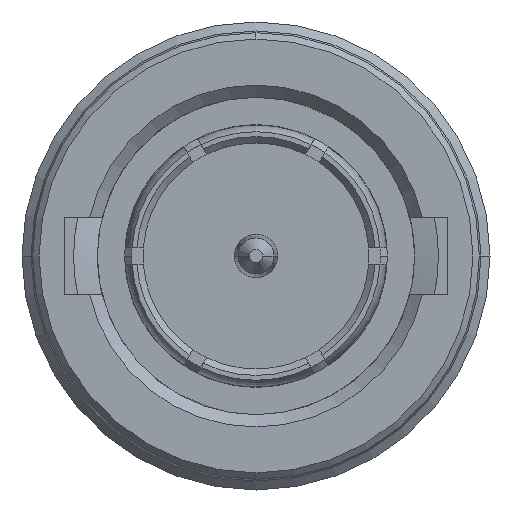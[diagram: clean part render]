
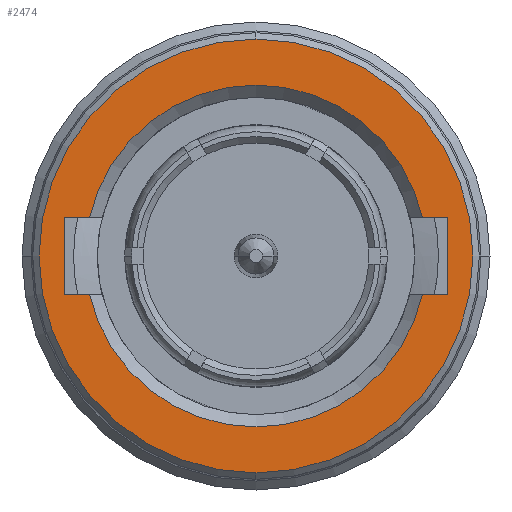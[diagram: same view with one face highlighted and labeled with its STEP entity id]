
A CAD part, left-side view. The second image highlights one B-rep face of the part: STEP entity #2474.
In plain terms, the highlighted planar face has unit normal (-1, 0, 0).
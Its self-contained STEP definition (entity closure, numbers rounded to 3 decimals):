
#1=CARTESIAN_POINT('',(0.,0.,0.));
#2=DIRECTION('',(-1.,0.,0.));
#3=DIRECTION('',(0.,0.,1.));
#4=AXIS2_PLACEMENT_3D('',#1,#2,#3);
#6=CARTESIAN_POINT('',(0.,0.,0.));
#7=DIRECTION('',(-1.,0.,0.));
#8=DIRECTION('',(0.,0.,-1.));
#9=AXIS2_PLACEMENT_3D('',#6,#7,#8);
#11=DIRECTION('',(0.,-1.,0.));
#12=VECTOR('',#11,0.784);
#13=CARTESIAN_POINT('',(0.,-5.16,-1.194));
#14=LINE('',#13,#12);
#15=DIRECTION('',(0.,0.,1.));
#16=VECTOR('',#15,2.388);
#17=CARTESIAN_POINT('',(0.,-5.944,-1.194));
#18=LINE('',#17,#16);
#19=DIRECTION('',(0.,1.,0.));
#20=VECTOR('',#19,0.784);
#21=CARTESIAN_POINT('',(0.,-5.944,1.194));
#22=LINE('',#21,#20);
#23=DIRECTION('',(0.,1.,0.));
#24=VECTOR('',#23,0.784);
#25=CARTESIAN_POINT('',(0.,5.16,1.194));
#26=LINE('',#25,#24);
#27=DIRECTION('',(0.,0.,-1.));
#28=VECTOR('',#27,2.388);
#29=CARTESIAN_POINT('',(0.,5.944,1.194));
#30=LINE('',#29,#28);
#31=DIRECTION('',(0.,-1.,0.));
#32=VECTOR('',#31,0.784);
#33=CARTESIAN_POINT('',(0.,5.944,-1.194));
#34=LINE('',#33,#32);
#584=CARTESIAN_POINT('',(0.,0.,0.));
#585=DIRECTION('',(1.,0.,0.));
#586=DIRECTION('',(0.,0.974,0.225));
#587=AXIS2_PLACEMENT_3D('',#584,#585,#586);
#1159=CARTESIAN_POINT('',(0.,0.,0.));
#1160=DIRECTION('',(1.,0.,0.));
#1161=DIRECTION('',(0.,-0.974,-0.225));
#1162=AXIS2_PLACEMENT_3D('',#1159,#1160,#1161);
#2067=CARTESIAN_POINT('',(0.,5.16,1.194));
#2068=CARTESIAN_POINT('',(0.,5.944,1.194));
#2069=VERTEX_POINT('',#2067);
#2070=VERTEX_POINT('',#2068);
#2071=CARTESIAN_POINT('',(0.,5.944,-1.194));
#2072=VERTEX_POINT('',#2071);
#2073=CARTESIAN_POINT('',(0.,5.16,-1.194));
#2074=VERTEX_POINT('',#2073);
#2081=CARTESIAN_POINT('',(0.,-5.16,-1.194));
#2082=CARTESIAN_POINT('',(0.,-5.944,-1.194));
#2083=VERTEX_POINT('',#2081);
#2084=VERTEX_POINT('',#2082);
#2085=CARTESIAN_POINT('',(0.,-5.944,1.194));
#2086=VERTEX_POINT('',#2085);
#2087=CARTESIAN_POINT('',(0.,-5.16,1.194));
#2088=VERTEX_POINT('',#2087);
#2137=CARTESIAN_POINT('',(0.,0.,6.72));
#2138=CARTESIAN_POINT('',(0.,0.,-6.72));
#2139=VERTEX_POINT('',#2137);
#2140=VERTEX_POINT('',#2138);
#2445=CARTESIAN_POINT('',(0.,0.,0.));
#2446=DIRECTION('',(1.,0.,0.));
#2447=DIRECTION('',(0.,0.,1.));
#2448=AXIS2_PLACEMENT_3D('',#2445,#2446,#2447);
#2449=PLANE('',#2448);
#2451=ORIENTED_EDGE('',*,*,#2450,.F.);
#2453=ORIENTED_EDGE('',*,*,#2452,.F.);
#2454=EDGE_LOOP('',(#2451,#2453));
#2455=FACE_OUTER_BOUND('',#2454,.F.);
#2457=ORIENTED_EDGE('',*,*,#2456,.T.);
#2459=ORIENTED_EDGE('',*,*,#2458,.T.);
#2461=ORIENTED_EDGE('',*,*,#2460,.T.);
#2463=ORIENTED_EDGE('',*,*,#2462,.F.);
#2465=ORIENTED_EDGE('',*,*,#2464,.T.);
#2467=ORIENTED_EDGE('',*,*,#2466,.T.);
#2469=ORIENTED_EDGE('',*,*,#2468,.T.);
#2471=ORIENTED_EDGE('',*,*,#2470,.F.);
#2472=EDGE_LOOP('',(#2457,#2459,#2461,#2463,#2465,#2467,#2469,#2471));
#2473=FACE_BOUND('',#2472,.F.);
#2474=ADVANCED_FACE('',(#2455,#2473),#2449,.F.);
#5=CIRCLE('',#4,6.72);
#10=CIRCLE('',#9,6.72);
#588=CIRCLE('',#587,5.296);
#1163=CIRCLE('',#1162,5.296);
#2450=EDGE_CURVE('',#2139,#2140,#5,.T.);
#2452=EDGE_CURVE('',#2140,#2139,#10,.T.);
#2456=EDGE_CURVE('',#2083,#2084,#14,.T.);
#2458=EDGE_CURVE('',#2084,#2086,#18,.T.);
#2460=EDGE_CURVE('',#2086,#2088,#22,.T.);
#2462=EDGE_CURVE('',#2069,#2088,#588,.T.);
#2464=EDGE_CURVE('',#2069,#2070,#26,.T.);
#2466=EDGE_CURVE('',#2070,#2072,#30,.T.);
#2468=EDGE_CURVE('',#2072,#2074,#34,.T.);
#2470=EDGE_CURVE('',#2083,#2074,#1163,.T.);
